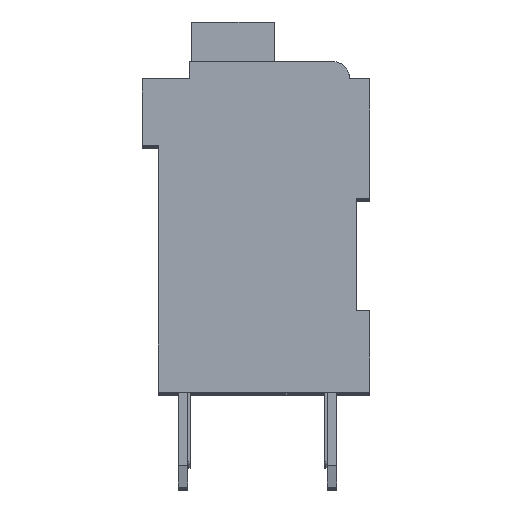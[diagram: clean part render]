
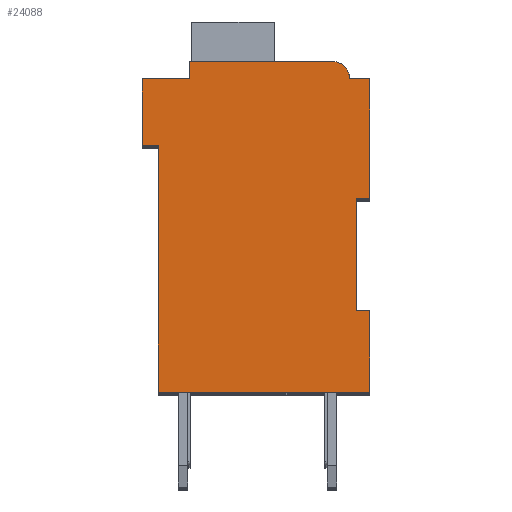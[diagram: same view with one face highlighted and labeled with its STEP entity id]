
A CAD part, top view. The second image highlights one B-rep face of the part: STEP entity #24088.
In plain terms, the highlighted planar face has unit normal (0, 0, 1).
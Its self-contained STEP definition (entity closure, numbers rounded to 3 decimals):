
#2378=DIRECTION('',(1.,0.,0.));
#2379=VECTOR('',#2378,0.5);
#2380=CARTESIAN_POINT('',(7.3,7.15,2.1));
#2381=LINE('',#2380,#2379);
#2382=DIRECTION('',(0.,1.,0.));
#2383=VECTOR('',#2382,4.15);
#2384=CARTESIAN_POINT('',(7.3,3.,2.1));
#2385=LINE('',#2384,#2383);
#2386=DIRECTION('',(-1.,0.,0.));
#2387=VECTOR('',#2386,0.5);
#2388=CARTESIAN_POINT('',(7.8,3.,2.1));
#2389=LINE('',#2388,#2387);
#2390=DIRECTION('',(0.,1.,0.));
#2391=VECTOR('',#2390,3.);
#2392=CARTESIAN_POINT('',(7.8,0.,2.1));
#2393=LINE('',#2392,#2391);
#2394=DIRECTION('',(1.,0.,0.));
#2395=VECTOR('',#2394,7.8);
#2396=CARTESIAN_POINT('',(0.,0.,2.1));
#2397=LINE('',#2396,#2395);
#2398=DIRECTION('',(0.,-1.,0.));
#2399=VECTOR('',#2398,9.1);
#2400=CARTESIAN_POINT('',(0.,9.1,2.1));
#2401=LINE('',#2400,#2399);
#2402=DIRECTION('',(1.,0.,0.));
#2403=VECTOR('',#2402,0.6);
#2404=CARTESIAN_POINT('',(-0.6,9.1,2.1));
#2405=LINE('',#2404,#2403);
#2406=DIRECTION('',(0.,-1.,0.));
#2407=VECTOR('',#2406,2.45);
#2408=CARTESIAN_POINT('',(-0.6,11.55,2.1));
#2409=LINE('',#2408,#2407);
#2410=DIRECTION('',(-1.,0.,0.));
#2411=VECTOR('',#2410,1.75);
#2412=CARTESIAN_POINT('',(1.15,11.55,2.1));
#2413=LINE('',#2412,#2411);
#2414=DIRECTION('',(0.,-1.,0.));
#2415=VECTOR('',#2414,0.65);
#2416=CARTESIAN_POINT('',(1.15,12.2,2.1));
#2417=LINE('',#2416,#2415);
#2418=DIRECTION('',(-1.,0.,0.));
#2419=VECTOR('',#2418,5.25);
#2420=CARTESIAN_POINT('',(6.4,12.2,2.1));
#2421=LINE('',#2420,#2419);
#2422=CARTESIAN_POINT('',(6.4,11.55,2.1));
#2423=DIRECTION('',(0.,0.,1.));
#2424=DIRECTION('',(1.,0.,0.));
#2425=AXIS2_PLACEMENT_3D('',#2422,#2423,#2424);
#2427=DIRECTION('',(-1.,0.,0.));
#2428=VECTOR('',#2427,0.75);
#2429=CARTESIAN_POINT('',(7.8,11.55,2.1));
#2430=LINE('',#2429,#2428);
#2431=DIRECTION('',(0.,1.,0.));
#2432=VECTOR('',#2431,4.4);
#2433=CARTESIAN_POINT('',(7.8,7.15,2.1));
#2434=LINE('',#2433,#2432);
#16699=CARTESIAN_POINT('',(7.3,7.15,2.1));
#16700=CARTESIAN_POINT('',(7.8,7.15,2.1));
#16701=VERTEX_POINT('',#16699);
#16702=VERTEX_POINT('',#16700);
#16703=CARTESIAN_POINT('',(7.8,11.55,2.1));
#16704=VERTEX_POINT('',#16703);
#16705=CARTESIAN_POINT('',(7.05,11.55,2.1));
#16706=VERTEX_POINT('',#16705);
#16707=CARTESIAN_POINT('',(6.4,12.2,2.1));
#16708=VERTEX_POINT('',#16707);
#16709=CARTESIAN_POINT('',(1.15,12.2,2.1));
#16710=VERTEX_POINT('',#16709);
#16711=CARTESIAN_POINT('',(1.15,11.55,2.1));
#16712=VERTEX_POINT('',#16711);
#16713=CARTESIAN_POINT('',(-0.6,11.55,2.1));
#16714=VERTEX_POINT('',#16713);
#16715=CARTESIAN_POINT('',(-0.6,9.1,2.1));
#16716=VERTEX_POINT('',#16715);
#16717=CARTESIAN_POINT('',(0.,9.1,2.1));
#16718=VERTEX_POINT('',#16717);
#16719=CARTESIAN_POINT('',(0.,0.,2.1));
#16720=VERTEX_POINT('',#16719);
#16721=CARTESIAN_POINT('',(7.8,0.,2.1));
#16722=VERTEX_POINT('',#16721);
#16723=CARTESIAN_POINT('',(7.8,3.,2.1));
#16724=VERTEX_POINT('',#16723);
#16725=CARTESIAN_POINT('',(7.3,3.,2.1));
#16726=VERTEX_POINT('',#16725);
#24058=CARTESIAN_POINT('',(0.,0.,2.1));
#24059=DIRECTION('',(0.,0.,1.));
#24060=DIRECTION('',(1.,0.,0.));
#24061=AXIS2_PLACEMENT_3D('',#24058,#24059,#24060);
#24062=PLANE('',#24061);
#24063=ORIENTED_EDGE('',*,*,#21956,.F.);
#24064=ORIENTED_EDGE('',*,*,#22793,.F.);
#24066=ORIENTED_EDGE('',*,*,#24065,.F.);
#24068=ORIENTED_EDGE('',*,*,#24067,.F.);
#24069=ORIENTED_EDGE('',*,*,#23257,.F.);
#24070=ORIENTED_EDGE('',*,*,#23102,.F.);
#24072=ORIENTED_EDGE('',*,*,#24071,.F.);
#24074=ORIENTED_EDGE('',*,*,#24073,.F.);
#24076=ORIENTED_EDGE('',*,*,#24075,.F.);
#24078=ORIENTED_EDGE('',*,*,#24077,.F.);
#24080=ORIENTED_EDGE('',*,*,#24079,.F.);
#24082=ORIENTED_EDGE('',*,*,#24081,.F.);
#24084=ORIENTED_EDGE('',*,*,#24083,.F.);
#24085=ORIENTED_EDGE('',*,*,#22409,.F.);
#24086=EDGE_LOOP('',(#24063,#24064,#24066,#24068,#24069,#24070,#24072,#24074,
#24076,#24078,#24080,#24082,#24084,#24085));
#24087=FACE_OUTER_BOUND('',#24086,.F.);
#2426=CIRCLE('',#2425,0.65);
#21956=EDGE_CURVE('',#16701,#16702,#2381,.T.);
#22409=EDGE_CURVE('',#16702,#16704,#2434,.T.);
#22793=EDGE_CURVE('',#16726,#16701,#2385,.T.);
#23102=EDGE_CURVE('',#16718,#16720,#2401,.T.);
#23257=EDGE_CURVE('',#16720,#16722,#2397,.T.);
#24065=EDGE_CURVE('',#16724,#16726,#2389,.T.);
#24067=EDGE_CURVE('',#16722,#16724,#2393,.T.);
#24071=EDGE_CURVE('',#16716,#16718,#2405,.T.);
#24073=EDGE_CURVE('',#16714,#16716,#2409,.T.);
#24075=EDGE_CURVE('',#16712,#16714,#2413,.T.);
#24077=EDGE_CURVE('',#16710,#16712,#2417,.T.);
#24079=EDGE_CURVE('',#16708,#16710,#2421,.T.);
#24081=EDGE_CURVE('',#16706,#16708,#2426,.T.);
#24083=EDGE_CURVE('',#16704,#16706,#2430,.T.);
#24088=ADVANCED_FACE('',(#24087),#24062,.T.);
